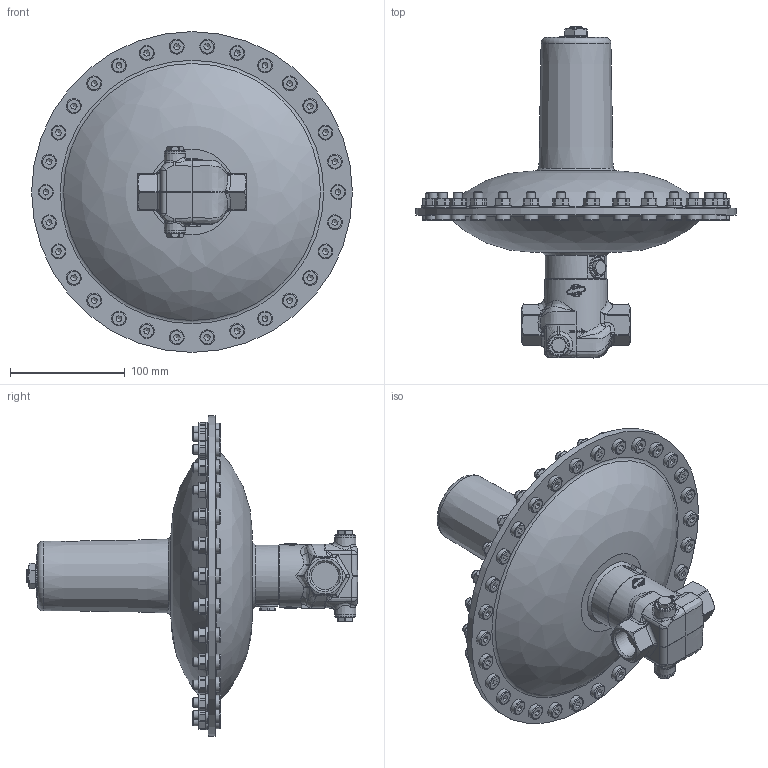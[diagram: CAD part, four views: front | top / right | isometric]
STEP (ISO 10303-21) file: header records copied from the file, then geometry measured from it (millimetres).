
FILE_DESCRIPTION(/* description */ (''),/* implementation_level */ '2;1');
FILE_NAME(/* name */ '074303-10380-step.stp',/* time_stamp */ '2023-12-12T07:47:30+01:00',/* author */ ('junkers'),/* organization */ (''),/* preprocessor_version */ 'ST-DEVELOPER v19.2',/* originating_system */ 'Autodesk Inventor 2023',/* authorisation */ '');
FILE_SCHEMA (('AUTOMOTIVE_DESIGN { 1 0 10303 214 3 1 1 }'));
Products named in the file (1): 074303-10380-step
Bounding box: 280 x 289.7 x 280 mm (x, y, z)
Volume: 2765750.1 mm3; surface area: 232508.2 mm2
Topology: 1 solids, 2 shells, 2578 faces, 6930 edges, 4399 vertices
Faces by surface type: plane 883, cylinder 630, cone 513, bspline 437, torus 83, sphere 32
Full cylindrical faces by diameter (mm): 3 x1, 8 x60, 9 x60, 12 x1, 13 x30, 18 x4, 20 x1, 24.12 x2, 50 x2, 54 x1, 55 x1, 280 x1
Entity records: 108704 total; most frequent: CARTESIAN_POINT 49449, ORIENTED_EDGE 13814, DIRECTION 11055, EDGE_CURVE 6908, AXIS2_PLACEMENT_3D 4584, VERTEX_POINT 4399, EDGE_LOOP 2765, FACE_OUTER_BOUND 2578
